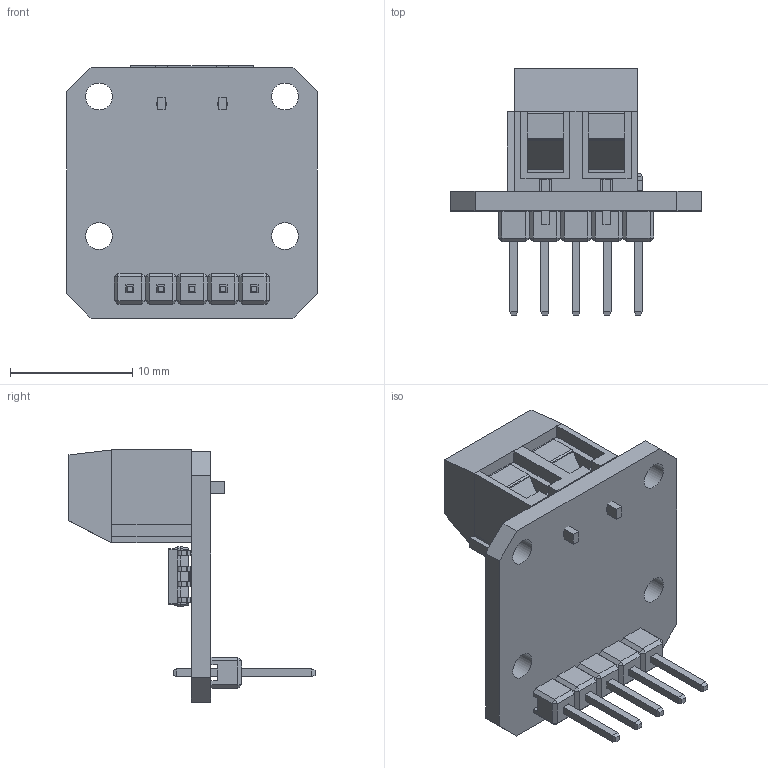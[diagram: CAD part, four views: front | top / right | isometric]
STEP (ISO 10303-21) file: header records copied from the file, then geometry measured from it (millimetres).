
FILE_DESCRIPTION(/* description */ (''),/* implementation_level */ '2;1');
FILE_NAME(/* name */ 'MAX31855_MAX6675.step',/* time_stamp */ '2019-10-22T08:24:52+09:00',/* author */ (''),/* organization */ (''),/* preprocessor_version */ 'ST-DEVELOPER v18',/* originating_system */ 'Autodesk Translation Framework v8.6.0.1094',/* authorisation */ '');
FILE_SCHEMA (('AUTOMOTIVE_DESIGN { 1 0 10303 214 3 1 1 }'));
Length unit declared in the file: millimetre
Products named in the file (15): MAX31855_MAX6675; SOIC-8_3.9x4.9mm_P1.27mm; board_MAX31855; Header_Male_1x5x11.6; C_0603_1608Metric; terminal_block_green; terminal_block_blue; Body_bottom_plastic; Body_top_plastic; Body_tighter; Body003; Body004; Body_tighter001; Body_screw1; Body_screw2
Assembly tree (14 placements, depth 4):
  MAX31855_MAX6675
    SOIC-8_3.9x4.9mm_P1.27mm
    board_MAX31855
    Header_Male_1x5x11.6
    C_0603_1608Metric
    terminal_block_green
      terminal_block_blue
        Body_bottom_plastic
        Body_top_plastic
        Body_tighter
        Body003
        Body004
        Body_tighter001
        Body_screw1
        Body_screw2
Bounding box: 20.5 x 20.1 x 20.6 mm (x, y, z)
Volume: 1232.3 mm3; surface area: 2829.7 mm2
Topology: 36 solids, 36 shells, 908 faces, 2321 edges, 1490 vertices
Faces by surface type: plane 639, bspline 193, cylinder 72, torus 4
Full cylindrical faces by diameter (mm): 0.4 x2, 0.6 x1, 0.8 x7, 2 x2, 2.2 x4, 2.5 x4, 3.2 x2, 3.4 x2
Entity records: 29864 total; most frequent: CARTESIAN_POINT 8318, ORIENTED_EDGE 4642, DIRECTION 3605, EDGE_CURVE 2321, LINE 1755, VECTOR 1755, VERTEX_POINT 1490, EDGE_LOOP 979
